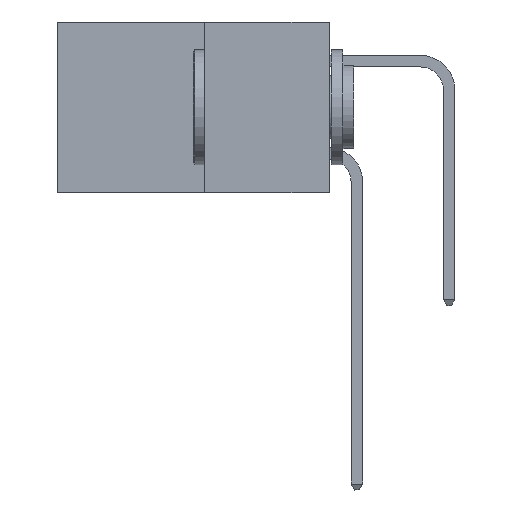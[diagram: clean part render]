
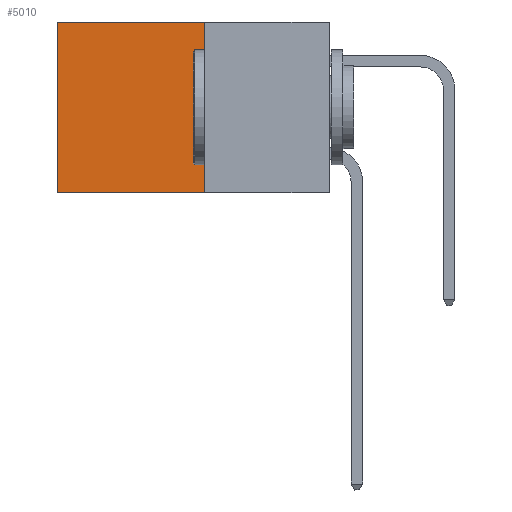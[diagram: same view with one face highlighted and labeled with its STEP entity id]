
A CAD part, left-side view. The second image highlights one B-rep face of the part: STEP entity #5010.
In plain terms, the highlighted planar face has unit normal (-1, 0, 0).
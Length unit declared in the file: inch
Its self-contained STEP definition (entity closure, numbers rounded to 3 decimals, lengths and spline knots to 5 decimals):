
#66 = ORIENTED_EDGE ( 'NONE', *, *, #6417, .T. ) ;
#557 = EDGE_LOOP ( 'NONE', ( #66, #833, #1232, #1317 ) ) ;
#833 = ORIENTED_EDGE ( 'NONE', *, *, #12424, .F. ) ;
#1232 = ORIENTED_EDGE ( 'NONE', *, *, #5593, .F. ) ;
#1317 = ORIENTED_EDGE ( 'NONE', *, *, #10581, .T. ) ;
#1849 = CARTESIAN_POINT ( 'NONE',  ( 0.277, 0.27, 0. ) ) ;
#2633 = FACE_OUTER_BOUND ( 'NONE', #557, .T. ) ;
#2737 = VERTEX_POINT ( 'NONE', #6944 ) ;
#3113 = DIRECTION ( 'NONE',  ( 0., 0., -1. ) ) ;
#3115 = CARTESIAN_POINT ( 'NONE',  ( 0.277, 0.59, -0.37 ) ) ;
#3433 = CARTESIAN_POINT ( 'NONE',  ( 0.277, 0.27, -0.37 ) ) ;
#3733 = LINE ( 'NONE', #11441, #9131 ) ;
#5010 = ADVANCED_FACE ( 'NONE', ( #2633 ), #11050, .F. ) ;
#5401 = VECTOR ( 'NONE', #6774, 39.37008 ) ;
#5544 = VECTOR ( 'NONE', #3113, 39.37008 ) ;
#5593 = EDGE_CURVE ( 'NONE', #8101, #2737, #11559, .T. ) ;
#6177 = DIRECTION ( 'NONE',  ( 0., 1., 0. ) ) ;
#6417 = EDGE_CURVE ( 'NONE', #12668, #11966, #10408, .T. ) ;
#6510 = AXIS2_PLACEMENT_3D ( 'NONE', #11061, #11034, #11016 ) ;
#6748 = CARTESIAN_POINT ( 'NONE',  ( 0.277, 0.59, -0.37 ) ) ;
#6774 = DIRECTION ( 'NONE',  ( 0., 0., -1. ) ) ;
#6944 = CARTESIAN_POINT ( 'NONE',  ( 0.277, 0.27, -0.37 ) ) ;
#7366 = DIRECTION ( 'NONE',  ( 0., 1., 0. ) ) ;
#7911 = CARTESIAN_POINT ( 'NONE',  ( 0.277, 0.27, 0. ) ) ;
#8101 = VERTEX_POINT ( 'NONE', #7911 ) ;
#9131 = VECTOR ( 'NONE', #6177, 39.37008 ) ;
#9514 = LINE ( 'NONE', #1849, #12282 ) ;
#9693 = CARTESIAN_POINT ( 'NONE',  ( 0.277, 0.59, 0. ) ) ;
#10408 = LINE ( 'NONE', #6748, #5401 ) ;
#10581 = EDGE_CURVE ( 'NONE', #8101, #12668, #9514, .T. ) ;
#11016 = DIRECTION ( 'NONE',  ( 0., 0., -1. ) ) ;
#11034 = DIRECTION ( 'NONE',  ( 1., 0., 0. ) ) ;
#11050 = PLANE ( 'NONE',  #6510 ) ;
#11061 = CARTESIAN_POINT ( 'NONE',  ( 0.277, 0.27, -0.37 ) ) ;
#11441 = CARTESIAN_POINT ( 'NONE',  ( 0.277, 0.27, -0.37 ) ) ;
#11559 = LINE ( 'NONE', #3433, #5544 ) ;
#11966 = VERTEX_POINT ( 'NONE', #3115 ) ;
#12282 = VECTOR ( 'NONE', #7366, 39.37008 ) ;
#12424 = EDGE_CURVE ( 'NONE', #2737, #11966, #3733, .T. ) ;
#12668 = VERTEX_POINT ( 'NONE', #9693 ) ;
